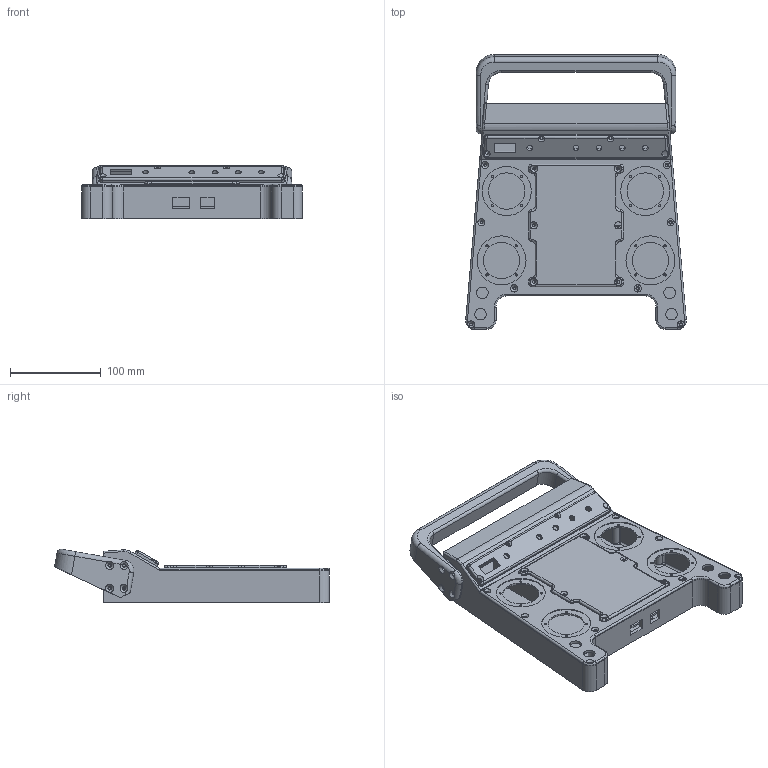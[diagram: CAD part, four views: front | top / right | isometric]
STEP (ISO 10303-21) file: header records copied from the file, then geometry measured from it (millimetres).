
FILE_DESCRIPTION(/* description */ (''),/* implementation_level */ '2;1');
FILE_NAME(/* name */ '250eb03a-32b9-46a3-a9b7-7069f86e42db.stp',/* time_stamp */ '2023-01-19T15:22:38Z',/* author */ (''),/* organization */ (''),/* preprocessor_version */ 'ST-DEVELOPER v19.2',/* originating_system */ 'Autodesk Translation Framework v11.17.0.187',/* authorisation */ '');
FILE_SCHEMA (('AUTOMOTIVE_DESIGN { 1 0 10303 214 3 1 1 }'));
Length unit declared in the file: millimetre
Products named in the file (1): Remote20CH
Bounding box: 242.83 x 302.74 x 58.76 mm (x, y, z)
Volume: 769520.3 mm3; surface area: 366897.9 mm2
Topology: 9 solids, 9 shells, 600 faces, 1577 edges, 990 vertices
Faces by surface type: plane 234, cylinder 230, bspline 58, torus 38, cone 36, sphere 4
Full cylindrical faces by diameter (mm): 2.3 x16, 2.8 x33, 3.6 x4, 3.8 x20, 4 x2, 6.5 x5, 7 x3, 12.7 x4, 40 x4, 54 x4
Entity records: 20001 total; most frequent: CARTESIAN_POINT 4718, DIRECTION 3208, ORIENTED_EDGE 3150, EDGE_CURVE 1575, AXIS2_PLACEMENT_3D 1189, VERTEX_POINT 990, LINE 830, VECTOR 830
